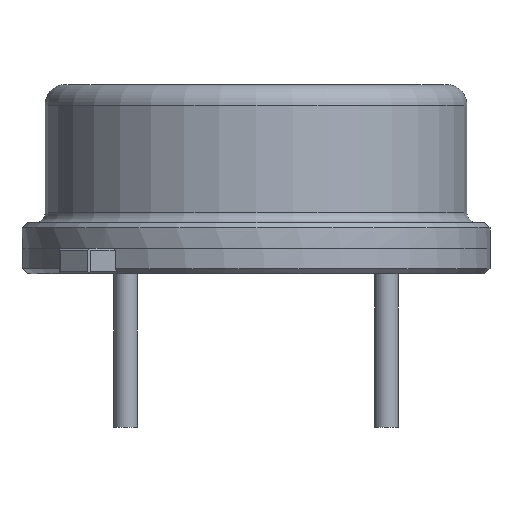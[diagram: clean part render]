
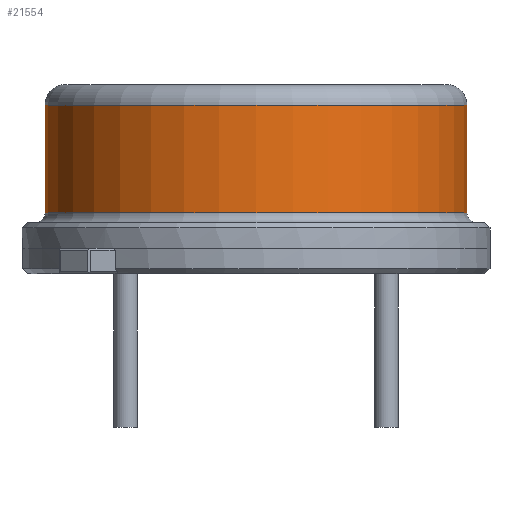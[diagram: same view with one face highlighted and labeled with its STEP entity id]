
A CAD part, front view. The second image highlights one B-rep face of the part: STEP entity #21554.
In plain terms, the highlighted cylindrical face has radius 4.125 mm (diameter 8.25 mm), a full revolution.
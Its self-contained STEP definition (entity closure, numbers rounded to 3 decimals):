
#18140 = VERTEX_POINT('',#18141);
#18141 = CARTESIAN_POINT('',(4.125,0.,6.3));
#18148 = EDGE_CURVE('',#18140,#18140,#18149,.T.);
#18149 = CIRCLE('',#18150,4.125);
#18150 = AXIS2_PLACEMENT_3D('',#18151,#18152,#18153);
#18151 = CARTESIAN_POINT('',(0.,0.,6.3));
#18152 = DIRECTION('',(0.,0.,1.));
#18153 = DIRECTION('',(1.,0.,0.));
#21554 = ADVANCED_FACE('',(#21555),#21574,.T.);
#21555 = FACE_BOUND('',#21556,.T.);
#21556 = EDGE_LOOP('',(#21557,#21558,#21566,#21573));
#21557 = ORIENTED_EDGE('',*,*,#18148,.F.);
#21558 = ORIENTED_EDGE('',*,*,#21559,.F.);
#21559 = EDGE_CURVE('',#21560,#18140,#21562,.T.);
#21560 = VERTEX_POINT('',#21561);
#21561 = CARTESIAN_POINT('',(4.125,0.,4.198));
#21562 = LINE('',#21563,#21564);
#21563 = CARTESIAN_POINT('',(4.125,0.,3.998));
#21564 = VECTOR('',#21565,1.);
#21565 = DIRECTION('',(0.,0.,1.));
#21566 = ORIENTED_EDGE('',*,*,#21567,.T.);
#21567 = EDGE_CURVE('',#21560,#21560,#21568,.T.);
#21568 = CIRCLE('',#21569,4.125);
#21569 = AXIS2_PLACEMENT_3D('',#21570,#21571,#21572);
#21570 = CARTESIAN_POINT('',(0.,0.,4.198));
#21571 = DIRECTION('',(0.,0.,1.));
#21572 = DIRECTION('',(1.,0.,0.));
#21573 = ORIENTED_EDGE('',*,*,#21559,.T.);
#21574 = CYLINDRICAL_SURFACE('',#21575,4.125);
#21575 = AXIS2_PLACEMENT_3D('',#21576,#21577,#21578);
#21576 = CARTESIAN_POINT('',(0.,0.,3.998));
#21577 = DIRECTION('',(0.,0.,-1.));
#21578 = DIRECTION('',(1.,0.,0.));
